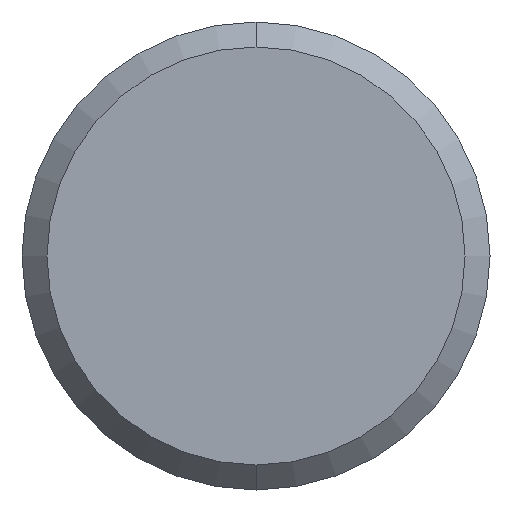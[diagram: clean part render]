
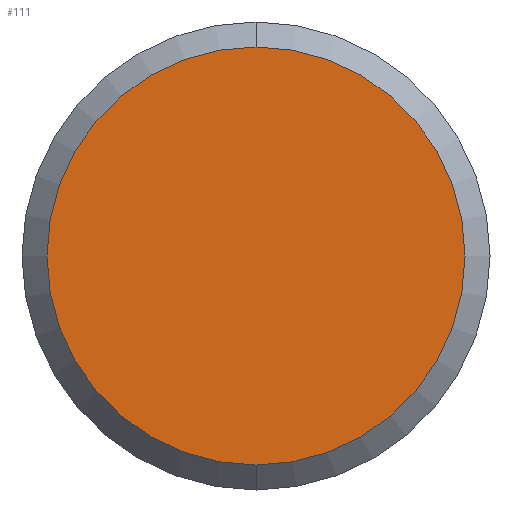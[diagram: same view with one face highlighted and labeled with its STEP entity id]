
A CAD part, front view. The second image highlights one B-rep face of the part: STEP entity #111.
In plain terms, the highlighted planar face has unit normal (0, -1, 0).
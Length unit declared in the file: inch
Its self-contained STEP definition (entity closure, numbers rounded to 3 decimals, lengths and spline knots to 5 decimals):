
#21 = FACE_OUTER_BOUND ( 'NONE', #275, .T. ) ;
#45 = EDGE_CURVE ( 'NONE', #247, #237, #163, .T. ) ;
#78 = AXIS2_PLACEMENT_3D ( 'NONE', #210, #134, #232 ) ;
#106 = CIRCLE ( 'NONE', #78, 0.16735 ) ;
#111 = ADVANCED_FACE ( 'NONE', ( #21 ), #137, .F. ) ;
#112 = AXIS2_PLACEMENT_3D ( 'NONE', #117, #119, #270 ) ;
#117 = CARTESIAN_POINT ( 'NONE',  ( 0., 0., 0. ) ) ;
#119 = DIRECTION ( 'NONE',  ( 0., 1., 0. ) ) ;
#131 = ORIENTED_EDGE ( 'NONE', *, *, #45, .T. ) ;
#134 = DIRECTION ( 'NONE',  ( 0., -1., 0. ) ) ;
#137 = PLANE ( 'NONE',  #112 ) ;
#163 = CIRCLE ( 'NONE', #170, 0.16735 ) ;
#170 = AXIS2_PLACEMENT_3D ( 'NONE', #215, #194, #191 ) ;
#178 = ORIENTED_EDGE ( 'NONE', *, *, #255, .T. ) ;
#191 = DIRECTION ( 'NONE',  ( 0., 0., 1. ) ) ;
#194 = DIRECTION ( 'NONE',  ( 0., -1., 0. ) ) ;
#210 = CARTESIAN_POINT ( 'NONE',  ( 0., 0., 0. ) ) ;
#215 = CARTESIAN_POINT ( 'NONE',  ( 0., 0., 0. ) ) ;
#232 = DIRECTION ( 'NONE',  ( 0., 0., 1. ) ) ;
#237 = VERTEX_POINT ( 'NONE', #271 ) ;
#247 = VERTEX_POINT ( 'NONE', #268 ) ;
#255 = EDGE_CURVE ( 'NONE', #237, #247, #106, .T. ) ;
#268 = CARTESIAN_POINT ( 'NONE',  ( 0., 0., 0.16735 ) ) ;
#270 = DIRECTION ( 'NONE',  ( 0., 0., 1. ) ) ;
#271 = CARTESIAN_POINT ( 'NONE',  ( 0., 0., -0.16735 ) ) ;
#275 = EDGE_LOOP ( 'NONE', ( #131, #178 ) ) ;
